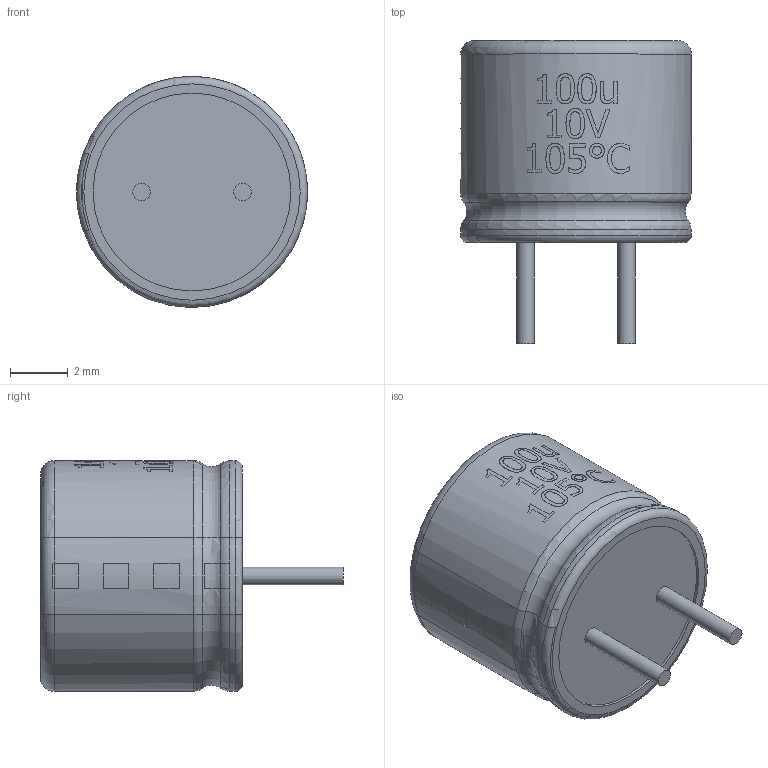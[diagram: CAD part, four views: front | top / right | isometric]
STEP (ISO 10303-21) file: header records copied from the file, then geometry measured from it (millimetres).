
FILE_DESCRIPTION(/* description */ (''),/* implementation_level */ '2;1');
FILE_NAME(/* name */ 'D-8__L-7__P-3,5__TMP-105__C-1u__U-16.ipt.stp',/* time_stamp */ '2021-06-20T18:30:54+02:00',/* author */ ('Pavel Safar'),/* organization */ (''),/* preprocessor_version */ 'ST-DEVELOPER v18.1',/* originating_system */ 'Autodesk Inventor 2022',/* authorisation */ '');
FILE_SCHEMA (('AUTOMOTIVE_DESIGN { 1 0 10303 214 3 1 1 }'));
Length unit declared in the file: millimetre
Products named in the file (1): D-8__L-7__P-3,5__TMP-105__C-1u__U-16
Bounding box: 8 x 10.5 x 8 mm (x, y, z)
Volume: 342.4 mm3; surface area: 289.2 mm2
Topology: 1 solids, 1 shells, 238 faces, 635 edges, 422 vertices
Faces by surface type: plane 102, bspline 94, cylinder 28, torus 14
Full cylindrical faces by diameter (mm): 0.6 x2, 5.933 x1, 6.857 x1
Entity records: 11226 total; most frequent: CARTESIAN_POINT 5557, ORIENTED_EDGE 1270, DIRECTION 832, EDGE_CURVE 635, VERTEX_POINT 422, LINE 288, VECTOR 288, AXIS2_PLACEMENT_3D 272
